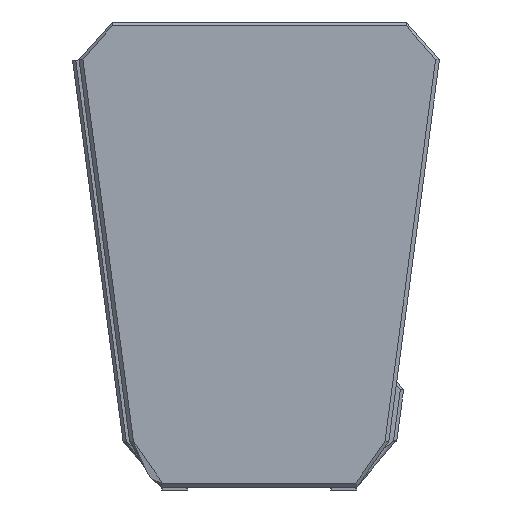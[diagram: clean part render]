
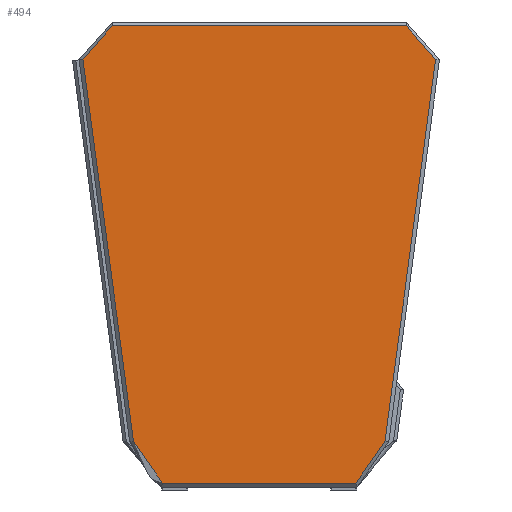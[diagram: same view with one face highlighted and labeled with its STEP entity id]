
A CAD part, left-side view. The second image highlights one B-rep face of the part: STEP entity #494.
In plain terms, the highlighted planar face has unit normal (-1, 0, 0).
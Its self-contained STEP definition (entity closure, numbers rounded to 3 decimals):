
#494=ADVANCED_FACE('',(#821),#4563,.T.);
#821=FACE_OUTER_BOUND('',#1148,.T.);
#1148=EDGE_LOOP('',(#2509,#2510,#2511,#2512,#2513,#2514,#2515,#2516));
#2509=ORIENTED_EDGE('',*,*,#3330,.F.);
#2510=ORIENTED_EDGE('',*,*,#3329,.F.);
#2511=ORIENTED_EDGE('',*,*,#3328,.F.);
#2512=ORIENTED_EDGE('',*,*,#3327,.F.);
#2513=ORIENTED_EDGE('',*,*,#3326,.F.);
#2514=ORIENTED_EDGE('',*,*,#3325,.F.);
#2515=ORIENTED_EDGE('',*,*,#3331,.F.);
#2516=ORIENTED_EDGE('',*,*,#3324,.T.);
#3324=EDGE_CURVE('',#4459,#4460,#3972,.T.);
#3325=EDGE_CURVE('',#4464,#4465,#3973,.T.);
#3326=EDGE_CURVE('',#4465,#4466,#3974,.T.);
#3327=EDGE_CURVE('',#4466,#4463,#3975,.T.);
#3328=EDGE_CURVE('',#4463,#4461,#3976,.T.);
#3329=EDGE_CURVE('',#4461,#4462,#3977,.T.);
#3330=EDGE_CURVE('',#4462,#4460,#3978,.T.);
#3331=EDGE_CURVE('',#4459,#4464,#3979,.T.);
#3972=(
BOUNDED_CURVE()
B_SPLINE_CURVE(1,(#12101,#12102),.UNSPECIFIED.,.F.,.F.)
B_SPLINE_CURVE_WITH_KNOTS((2,2),(2.934,597.17),
 .UNSPECIFIED.)
CURVE()
GEOMETRIC_REPRESENTATION_ITEM()
RATIONAL_B_SPLINE_CURVE((1.,1.))
REPRESENTATION_ITEM('')
);
#3973=(
BOUNDED_CURVE()
B_SPLINE_CURVE(1,(#12103,#12104),.UNSPECIFIED.,.F.,.F.)
B_SPLINE_CURVE_WITH_KNOTS((2,2),(0.,1184.771),
 .UNSPECIFIED.)
CURVE()
GEOMETRIC_REPRESENTATION_ITEM()
RATIONAL_B_SPLINE_CURVE((1.,1.))
REPRESENTATION_ITEM('')
);
#3974=(
BOUNDED_CURVE()
B_SPLINE_CURVE(3,(#12105,#12106,#12107,#12108,#12109,#12110,#12111),
 .UNSPECIFIED.,.F.,.F.)
B_SPLINE_CURVE_WITH_KNOTS((4,1,1,1,4),(0.,38.733,
77.466,116.199,154.933),.UNSPECIFIED.)
CURVE()
GEOMETRIC_REPRESENTATION_ITEM()
RATIONAL_B_SPLINE_CURVE((1.,1.,1.,1.,1.,1.,1.))
REPRESENTATION_ITEM('')
);
#3975=(
BOUNDED_CURVE()
B_SPLINE_CURVE(1,(#12112,#12113),.UNSPECIFIED.,.F.,.F.)
B_SPLINE_CURVE_WITH_KNOTS((2,2),(0.,903.994),
 .UNSPECIFIED.)
CURVE()
GEOMETRIC_REPRESENTATION_ITEM()
RATIONAL_B_SPLINE_CURVE((1.,1.))
REPRESENTATION_ITEM('')
);
#3976=(
BOUNDED_CURVE()
B_SPLINE_CURVE(3,(#12114,#12115,#12116,#12117,#12118,#12119,#12120),
 .UNSPECIFIED.,.F.,.F.)
B_SPLINE_CURVE_WITH_KNOTS((4,1,1,1,4),(0.,38.733,77.466,
116.199,154.933),.UNSPECIFIED.)
CURVE()
GEOMETRIC_REPRESENTATION_ITEM()
RATIONAL_B_SPLINE_CURVE((1.,1.,1.,1.,1.,1.,
1.))
REPRESENTATION_ITEM('')
);
#3977=(
BOUNDED_CURVE()
B_SPLINE_CURVE(1,(#12121,#12122),.UNSPECIFIED.,.F.,.F.)
B_SPLINE_CURVE_WITH_KNOTS((2,2),(0.,1184.771),
 .UNSPECIFIED.)
CURVE()
GEOMETRIC_REPRESENTATION_ITEM()
RATIONAL_B_SPLINE_CURVE((1.,1.))
REPRESENTATION_ITEM('')
);
#3978=(
BOUNDED_CURVE()
B_SPLINE_CURVE(3,(#12123,#12124,#12125,#12126,#12127,#12128,#12129,#12130,
#12131,#12132),.UNSPECIFIED.,.F.,.F.)
B_SPLINE_CURVE_WITH_KNOTS((4,3,3,4),(0.,61.354,122.934,
162.662),.UNSPECIFIED.)
CURVE()
GEOMETRIC_REPRESENTATION_ITEM()
RATIONAL_B_SPLINE_CURVE((1.,1.,1.,1.,
1.,1.,1.,1.,1.,1.))
REPRESENTATION_ITEM('')
);
#3979=(
BOUNDED_CURVE()
B_SPLINE_CURVE(3,(#12133,#12134,#12135,#12136,#12137,#12138,#12139,#12140,
#12141,#12142),.UNSPECIFIED.,.F.,.F.)
B_SPLINE_CURVE_WITH_KNOTS((4,3,3,4),(83.206,122.934,
184.514,245.868),.UNSPECIFIED.)
CURVE()
GEOMETRIC_REPRESENTATION_ITEM()
RATIONAL_B_SPLINE_CURVE((1.,1.,1.,1.,1.,1.,1.,1.,1.,1.))
REPRESENTATION_ITEM('')
);
#4459=VERTEX_POINT('',#12067);
#4460=VERTEX_POINT('',#12068);
#4461=VERTEX_POINT('',#12069);
#4462=VERTEX_POINT('',#12070);
#4463=VERTEX_POINT('',#12071);
#4464=VERTEX_POINT('',#12072);
#4465=VERTEX_POINT('',#12073);
#4466=VERTEX_POINT('',#12074);
#4563=PLANE('',#4945);
#4945=AXIS2_PLACEMENT_3D('',#11962,#5005,$);
#5005=DIRECTION('',(-1.,0.,0.));
#11962=CARTESIAN_POINT('',(-1225.,-693.746,-192.099));
#12067=CARTESIAN_POINT('',(-1225.,297.118,21.));
#12068=CARTESIAN_POINT('',(-1225.,-297.118,21.));
#12069=CARTESIAN_POINT('',(-1225.,-542.208,1324.043));
#12070=CARTESIAN_POINT('',(-1225.,-386.54,149.544));
#12071=CARTESIAN_POINT('',(-1225.,-451.997,1427.));
#12072=CARTESIAN_POINT('',(-1225.,386.54,149.544));
#12073=CARTESIAN_POINT('',(-1225.,542.208,1324.043));
#12074=CARTESIAN_POINT('',(-1225.,451.997,1427.));
#12101=CARTESIAN_POINT('',(-1225.,297.118,21.));
#12102=CARTESIAN_POINT('',(-1225.,-297.118,21.));
#12103=CARTESIAN_POINT('',(-1225.,386.54,149.544));
#12104=CARTESIAN_POINT('',(-1225.,542.208,1324.043));
#12105=CARTESIAN_POINT('',(-1225.,542.208,1324.043));
#12106=CARTESIAN_POINT('',(-1225.,543.914,1336.841));
#12107=CARTESIAN_POINT('',(-1225.,541.766,1363.167));
#12108=CARTESIAN_POINT('',(-1225.,522.544,1397.814));
#12109=CARTESIAN_POINT('',(-1225.,490.723,1421.422));
#12110=CARTESIAN_POINT('',(-1225.,464.908,1427.01));
#12111=CARTESIAN_POINT('',(-1225.,451.997,1427.));
#12112=CARTESIAN_POINT('',(-1225.,451.997,1427.));
#12113=CARTESIAN_POINT('',(-1225.,-451.997,1427.));
#12114=CARTESIAN_POINT('',(-1225.,-451.997,1427.));
#12115=CARTESIAN_POINT('',(-1225.,-464.908,1427.01));
#12116=CARTESIAN_POINT('',(-1225.,-490.723,1421.422));
#12117=CARTESIAN_POINT('',(-1225.,-522.544,1397.814));
#12118=CARTESIAN_POINT('',(-1225.,-541.766,1363.167));
#12119=CARTESIAN_POINT('',(-1225.,-543.914,1336.841));
#12120=CARTESIAN_POINT('',(-1225.,-542.208,1324.043));
#12121=CARTESIAN_POINT('',(-1225.,-542.208,1324.043));
#12122=CARTESIAN_POINT('',(-1225.,-386.54,149.544));
#12123=CARTESIAN_POINT('',(-1225.,-386.54,149.544));
#12124=CARTESIAN_POINT('',(-1225.,-383.862,129.268));
#12125=CARTESIAN_POINT('',(-1225.,-377.492,109.485));
#12126=CARTESIAN_POINT('',(-1225.,-367.851,91.45));
#12127=CARTESIAN_POINT('',(-1225.,-358.174,73.349));
#12128=CARTESIAN_POINT('',(-1225.,-345.203,57.008));
#12129=CARTESIAN_POINT('',(-1225.,-329.765,43.482));
#12130=CARTESIAN_POINT('',(-1225.,-319.806,34.755));
#12131=CARTESIAN_POINT('',(-1225.,-308.82,27.2));
#12132=CARTESIAN_POINT('',(-1225.,-297.118,21.));
#12133=CARTESIAN_POINT('',(-1225.,297.118,21.));
#12134=CARTESIAN_POINT('',(-1225.,308.82,27.2));
#12135=CARTESIAN_POINT('',(-1225.,319.806,34.755));
#12136=CARTESIAN_POINT('',(-1225.,329.765,43.482));
#12137=CARTESIAN_POINT('',(-1225.,345.203,57.008));
#12138=CARTESIAN_POINT('',(-1225.,358.174,73.349));
#12139=CARTESIAN_POINT('',(-1225.,367.851,91.45));
#12140=CARTESIAN_POINT('',(-1225.,377.492,109.485));
#12141=CARTESIAN_POINT('',(-1225.,383.862,129.268));
#12142=CARTESIAN_POINT('',(-1225.,386.54,149.544));
